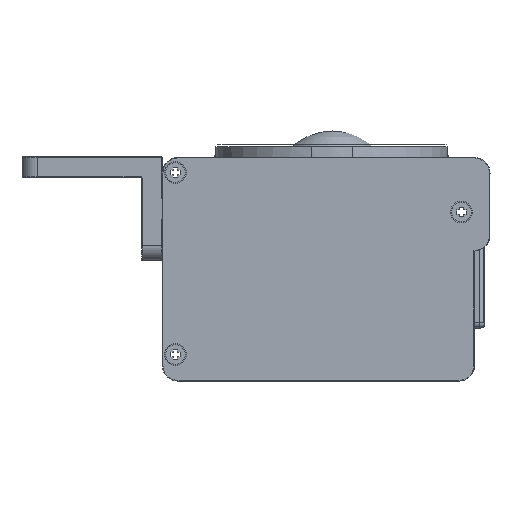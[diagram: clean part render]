
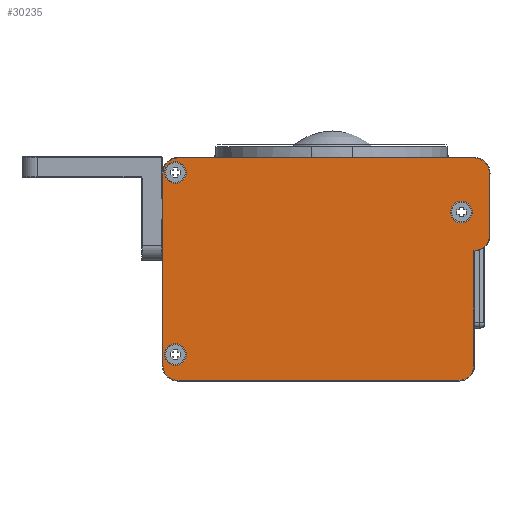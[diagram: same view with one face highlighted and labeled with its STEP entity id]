
A CAD part, front view. The second image highlights one B-rep face of the part: STEP entity #30235.
In plain terms, the highlighted planar face has unit normal (0, -1, 0).
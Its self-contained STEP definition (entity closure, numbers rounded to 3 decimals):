
#1314=FACE_BOUND('',#5972,.T.);
#1315=FACE_BOUND('',#5973,.T.);
#1316=FACE_BOUND('',#5974,.T.);
#2484=PLANE('',#42690);
#4066=FACE_OUTER_BOUND('',#5971,.T.);
#5971=EDGE_LOOP('',(#27842,#27843,#27844,#27845,#27846,#27847,#27848,#27849,
#27850,#27851));
#5972=EDGE_LOOP('',(#27852));
#5973=EDGE_LOOP('',(#27853));
#5974=EDGE_LOOP('',(#27854));
#6793=CIRCLE('',#42691,2.9);
#6794=CIRCLE('',#42692,2.9);
#6795=CIRCLE('',#42693,2.9);
#6796=CIRCLE('',#42694,2.9);
#6797=CIRCLE('',#42695,2.9);
#6798=CIRCLE('',#42696,2.1);
#6799=CIRCLE('',#42697,2.1);
#6800=CIRCLE('',#42698,2.1);
#11411=VERTEX_POINT('',#69846);
#11412=VERTEX_POINT('',#69847);
#11413=VERTEX_POINT('',#69849);
#11414=VERTEX_POINT('',#69851);
#11415=VERTEX_POINT('',#69853);
#11416=VERTEX_POINT('',#69855);
#11417=VERTEX_POINT('',#69857);
#11418=VERTEX_POINT('',#69859);
#11419=VERTEX_POINT('',#69861);
#11420=VERTEX_POINT('',#69863);
#11421=VERTEX_POINT('',#69866);
#11422=VERTEX_POINT('',#69868);
#11423=VERTEX_POINT('',#69870);
#17725=EDGE_CURVE('',#11411,#11412,#6793,.T.);
#17726=EDGE_CURVE('',#11412,#11413,#35143,.T.);
#17727=EDGE_CURVE('',#11413,#11414,#6794,.T.);
#17728=EDGE_CURVE('',#11414,#11415,#35144,.T.);
#17729=EDGE_CURVE('',#11415,#11416,#6795,.T.);
#17730=EDGE_CURVE('',#11416,#11417,#35145,.T.);
#17731=EDGE_CURVE('',#11417,#11418,#6796,.T.);
#17732=EDGE_CURVE('',#11418,#11419,#35146,.T.);
#17733=EDGE_CURVE('',#11419,#11420,#6797,.T.);
#17734=EDGE_CURVE('',#11420,#11411,#35147,.T.);
#17735=EDGE_CURVE('',#11421,#11421,#6798,.T.);
#17736=EDGE_CURVE('',#11422,#11422,#6799,.T.);
#17737=EDGE_CURVE('',#11423,#11423,#6800,.T.);
#27842=ORIENTED_EDGE('',*,*,#17725,.T.);
#27843=ORIENTED_EDGE('',*,*,#17726,.T.);
#27844=ORIENTED_EDGE('',*,*,#17727,.T.);
#27845=ORIENTED_EDGE('',*,*,#17728,.T.);
#27846=ORIENTED_EDGE('',*,*,#17729,.T.);
#27847=ORIENTED_EDGE('',*,*,#17730,.T.);
#27848=ORIENTED_EDGE('',*,*,#17731,.T.);
#27849=ORIENTED_EDGE('',*,*,#17732,.T.);
#27850=ORIENTED_EDGE('',*,*,#17733,.T.);
#27851=ORIENTED_EDGE('',*,*,#17734,.T.);
#27852=ORIENTED_EDGE('',*,*,#17735,.F.);
#27853=ORIENTED_EDGE('',*,*,#17736,.F.);
#27854=ORIENTED_EDGE('',*,*,#17737,.F.);
#30235=ADVANCED_FACE('',(#4066,#1314,#1315,#1316),#2484,.F.);
#35143=LINE('',#69850,#40149);
#35144=LINE('',#69854,#40150);
#35145=LINE('',#69858,#40151);
#35146=LINE('',#69862,#40152);
#35147=LINE('',#69865,#40153);
#40149=VECTOR('',#52044,12.);
#40150=VECTOR('',#52047,57.);
#40151=VECTOR('',#52050,37.);
#40152=VECTOR('',#52053,54.);
#40153=VECTOR('',#52056,22.102);
#42690=AXIS2_PLACEMENT_3D('',#69845,#52040,#52041);
#42691=AXIS2_PLACEMENT_3D('',#69848,#52042,#52043);
#42692=AXIS2_PLACEMENT_3D('',#69852,#52045,#52046);
#42693=AXIS2_PLACEMENT_3D('',#69856,#52048,#52049);
#42694=AXIS2_PLACEMENT_3D('',#69860,#52051,#52052);
#42695=AXIS2_PLACEMENT_3D('',#69864,#52054,#52055);
#42696=AXIS2_PLACEMENT_3D('',#69867,#52057,#52058);
#42697=AXIS2_PLACEMENT_3D('',#69869,#52059,#52060);
#42698=AXIS2_PLACEMENT_3D('',#69871,#52061,#52062);
#52040=DIRECTION('center_axis',(0.,1.,0.));
#52041=DIRECTION('ref_axis',(-1.,0.,0.));
#52042=DIRECTION('center_axis',(0.,-1.,0.));
#52043=DIRECTION('ref_axis',(0.707,0.,-0.707));
#52044=DIRECTION('',(0.,0.,1.));
#52045=DIRECTION('center_axis',(0.,-1.,0.));
#52046=DIRECTION('ref_axis',(0.707,0.,0.707));
#52047=DIRECTION('',(-1.,0.,0.));
#52048=DIRECTION('center_axis',(0.,-1.,0.));
#52049=DIRECTION('ref_axis',(-0.707,0.,0.707));
#52050=DIRECTION('',(0.,0.,-1.));
#52051=DIRECTION('center_axis',(0.,-1.,0.));
#52052=DIRECTION('ref_axis',(-0.707,0.,-0.707));
#52053=DIRECTION('',(1.,0.,0.));
#52054=DIRECTION('center_axis',(0.,-1.,0.));
#52055=DIRECTION('ref_axis',(0.707,0.,-0.707));
#52056=DIRECTION('',(0.,0.,1.));
#52057=DIRECTION('center_axis',(0.,-1.,0.));
#52058=DIRECTION('ref_axis',(-1.,0.,0.));
#52059=DIRECTION('center_axis',(0.,-1.,0.));
#52060=DIRECTION('ref_axis',(-1.,0.,0.));
#52061=DIRECTION('center_axis',(0.,-1.,0.));
#52062=DIRECTION('ref_axis',(-1.,0.,0.));
#69845=CARTESIAN_POINT('Origin',(-0.1,-52.,20.4));
#69846=CARTESIAN_POINT('',(29.8,-52.,24.002));
#69847=CARTESIAN_POINT('',(32.8,-52.,26.9));
#69848=CARTESIAN_POINT('Origin',(29.9,-52.,26.9));
#69849=CARTESIAN_POINT('',(32.8,-52.,38.9));
#69850=CARTESIAN_POINT('',(32.8,-52.,22.15));
#69851=CARTESIAN_POINT('',(29.9,-52.,41.8));
#69852=CARTESIAN_POINT('Origin',(29.9,-52.,38.9));
#69853=CARTESIAN_POINT('',(-27.1,-52.,41.8));
#69854=CARTESIAN_POINT('',(-15.1,-52.,41.8));
#69855=CARTESIAN_POINT('',(-30.,-52.,38.9));
#69856=CARTESIAN_POINT('Origin',(-27.1,-52.,38.9));
#69857=CARTESIAN_POINT('',(-30.,-52.,1.9));
#69858=CARTESIAN_POINT('',(-30.,-52.,9.65));
#69859=CARTESIAN_POINT('',(-27.1,-52.,-1.));
#69860=CARTESIAN_POINT('Origin',(-27.1,-52.,1.9));
#69861=CARTESIAN_POINT('',(26.9,-52.,-1.));
#69862=CARTESIAN_POINT('',(14.9,-52.,-1.));
#69863=CARTESIAN_POINT('',(29.8,-52.,1.9));
#69864=CARTESIAN_POINT('Origin',(26.9,-52.,1.9));
#69865=CARTESIAN_POINT('',(29.8,-52.,31.15));
#69866=CARTESIAN_POINT('',(-29.7,-52.,4.));
#69867=CARTESIAN_POINT('Origin',(-27.6,-52.,4.));
#69868=CARTESIAN_POINT('',(25.3,-52.,31.4));
#69869=CARTESIAN_POINT('Origin',(27.4,-52.,31.4));
#69870=CARTESIAN_POINT('',(-29.7,-52.,39.));
#69871=CARTESIAN_POINT('Origin',(-27.6,-52.,39.));
